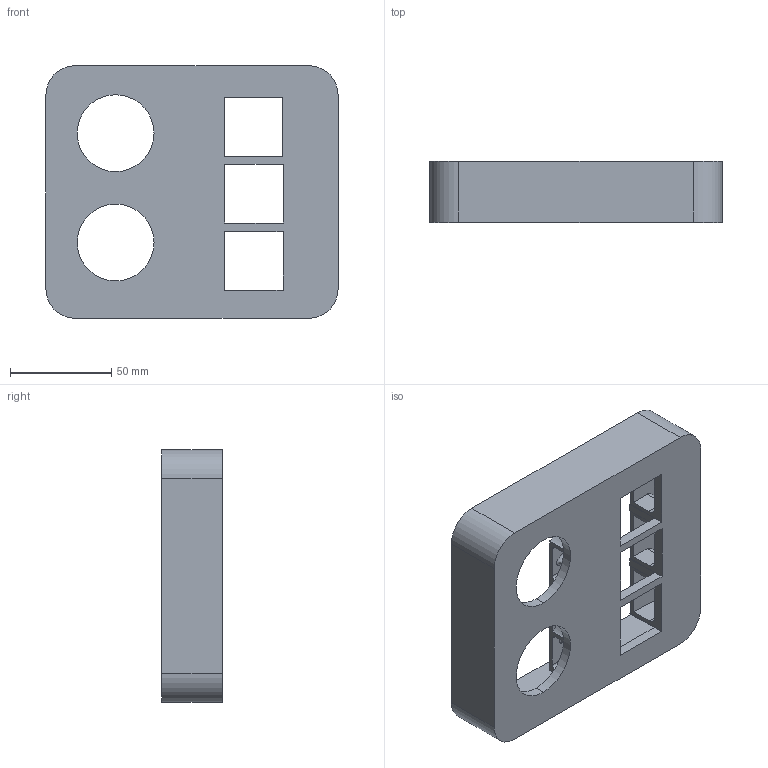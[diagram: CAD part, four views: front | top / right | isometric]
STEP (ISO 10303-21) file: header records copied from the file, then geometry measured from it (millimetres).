
FILE_DESCRIPTION (( 'STEP AP214' ), '1' );
FILE_NAME ('Enclosure Bottom.STEP', '2017-11-15T18:24:45', ( '' ), ( '' ), 'SwSTEP 2.0', 'SolidWorks 2016', '' );
FILE_SCHEMA (( 'AUTOMOTIVE_DESIGN' ));
Length unit declared in the file: millimetre
Products named in the file (1): Enclosure Bottom
Bounding box: 144.42 x 30 x 124.86 mm (x, y, z)
Volume: 144820.2 mm3; surface area: 74261.6 mm2
Topology: 1 solids, 1 shells, 171 faces, 565 edges, 368 vertices
Faces by surface type: plane 100, bspline 34, cylinder 31, torus 6
Entity records: 9184 total; most frequent: CARTESIAN_POINT 4338, ORIENTED_EDGE 1130, DIRECTION 837, EDGE_CURVE 565, VECTOR 409, LINE 409, VERTEX_POINT 368, AXIS2_PLACEMENT_3D 214
